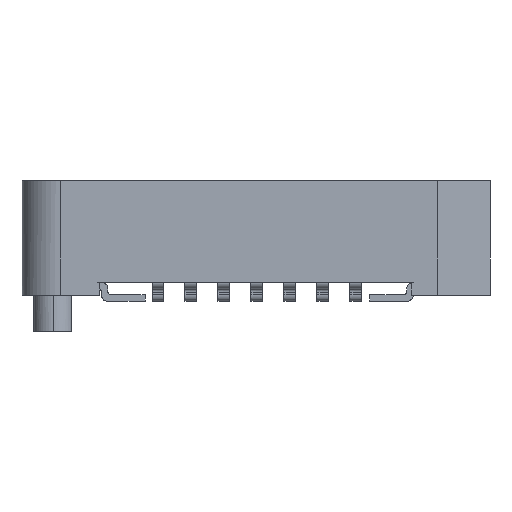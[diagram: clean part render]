
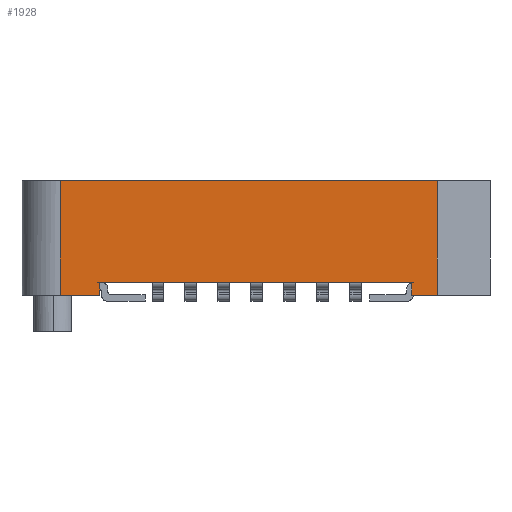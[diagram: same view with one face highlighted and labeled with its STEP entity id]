
A CAD part, front view. The second image highlights one B-rep face of the part: STEP entity #1928.
In plain terms, the highlighted planar face has unit normal (0, -1, 0).
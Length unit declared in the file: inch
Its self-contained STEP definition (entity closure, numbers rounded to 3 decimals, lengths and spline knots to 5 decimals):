
#876=PLANE('',#20763);
#1928=ADVANCED_FACE('',(#3295),#876,.T.);
#3295=FACE_OUTER_BOUND('',#4390,.T.);
#4390=EDGE_LOOP('',(#10949,#10950,#10951,#10952,#10953,#10954,#10955,#10956));
#10949=ORIENTED_EDGE('',*,*,#16426,.T.);
#10950=ORIENTED_EDGE('',*,*,#16427,.T.);
#10951=ORIENTED_EDGE('',*,*,#16410,.T.);
#10952=ORIENTED_EDGE('',*,*,#16414,.T.);
#10953=ORIENTED_EDGE('',*,*,#16416,.T.);
#10954=ORIENTED_EDGE('',*,*,#16418,.T.);
#10955=ORIENTED_EDGE('',*,*,#16421,.T.);
#10956=ORIENTED_EDGE('',*,*,#16422,.T.);
#13137=VERTEX_POINT('',#39162);
#13138=VERTEX_POINT('',#39167);
#13139=VERTEX_POINT('',#39181);
#13140=VERTEX_POINT('',#39191);
#13141=VERTEX_POINT('',#39201);
#13142=VERTEX_POINT('',#39215);
#13143=VERTEX_POINT('',#39225);
#13144=VERTEX_POINT('',#39239);
#16410=EDGE_CURVE('',#13138,#13137,#19693,.T.);
#16414=EDGE_CURVE('',#13137,#13139,#19697,.T.);
#16416=EDGE_CURVE('',#13139,#13140,#19699,.T.);
#16418=EDGE_CURVE('',#13140,#13141,#19701,.T.);
#16421=EDGE_CURVE('',#13141,#13142,#19704,.T.);
#16422=EDGE_CURVE('',#13142,#13143,#19705,.T.);
#16426=EDGE_CURVE('',#13143,#13144,#19709,.T.);
#16427=EDGE_CURVE('',#13144,#13138,#19710,.T.);
#19693=B_SPLINE_CURVE_WITH_KNOTS('',3,(#39163,#39164,#39165,#39166),.UNSPECIFIED.,
.F.,.F.,(4,4),(0.,1.),.UNSPECIFIED.);
#19697=B_SPLINE_CURVE_WITH_KNOTS('',3,(#39182,#39183,#39184,#39185),.UNSPECIFIED.,
.F.,.F.,(4,4),(0.,1.),.UNSPECIFIED.);
#19699=B_SPLINE_CURVE_WITH_KNOTS('',3,(#39192,#39193,#39194,#39195),.UNSPECIFIED.,
.F.,.F.,(4,4),(0.,1.),.UNSPECIFIED.);
#19701=B_SPLINE_CURVE_WITH_KNOTS('',3,(#39202,#39203,#39204,#39205),.UNSPECIFIED.,
.F.,.F.,(4,4),(0.,1.),.UNSPECIFIED.);
#19704=B_SPLINE_CURVE_WITH_KNOTS('',3,(#39216,#39217,#39218,#39219),.UNSPECIFIED.,
.F.,.F.,(4,4),(0.,1.),.UNSPECIFIED.);
#19705=B_SPLINE_CURVE_WITH_KNOTS('',3,(#39221,#39222,#39223,#39224),.UNSPECIFIED.,
.F.,.F.,(4,4),(0.,1.),.UNSPECIFIED.);
#19709=B_SPLINE_CURVE_WITH_KNOTS('',3,(#39240,#39241,#39242,#39243),.UNSPECIFIED.,
.F.,.F.,(4,4),(0.,1.),.UNSPECIFIED.);
#19710=B_SPLINE_CURVE_WITH_KNOTS('',3,(#39245,#39246,#39247,#39248),.UNSPECIFIED.,
.F.,.F.,(4,4),(0.,1.),.UNSPECIFIED.);
#20763=AXIS2_PLACEMENT_3D('',#39250,#22868,#22869);
#22868=DIRECTION('',(0.,-1.,0.));
#22869=DIRECTION('',(0.,0.,-1.));
#39162=CARTESIAN_POINT('',(0.59662,0.14,0.119));
#39163=CARTESIAN_POINT('',(0.12288,0.14,0.119));
#39164=CARTESIAN_POINT('',(0.28079,0.14,0.119));
#39165=CARTESIAN_POINT('',(0.43871,0.14,0.119));
#39166=CARTESIAN_POINT('',(0.59662,0.14,0.119));
#39167=CARTESIAN_POINT('',(0.12288,0.14,0.119));
#39181=CARTESIAN_POINT('',(0.59662,0.14,0.1));
#39182=CARTESIAN_POINT('',(0.59662,0.14,0.119));
#39183=CARTESIAN_POINT('',(0.59662,0.14,0.11267));
#39184=CARTESIAN_POINT('',(0.59662,0.14,0.10633));
#39185=CARTESIAN_POINT('',(0.59662,0.14,0.1));
#39191=CARTESIAN_POINT('',(0.635,0.14,0.1));
#39192=CARTESIAN_POINT('',(0.59662,0.14,0.1));
#39193=CARTESIAN_POINT('',(0.60942,0.14,0.1));
#39194=CARTESIAN_POINT('',(0.62221,0.14,0.1));
#39195=CARTESIAN_POINT('',(0.635,0.14,0.1));
#39201=CARTESIAN_POINT('',(0.635,0.14,0.274));
#39202=CARTESIAN_POINT('',(0.635,0.14,0.1));
#39203=CARTESIAN_POINT('',(0.635,0.14,0.158));
#39204=CARTESIAN_POINT('',(0.635,0.14,0.216));
#39205=CARTESIAN_POINT('',(0.635,0.14,0.274));
#39215=CARTESIAN_POINT('',(0.06322,0.14,0.274));
#39216=CARTESIAN_POINT('',(0.635,0.14,0.274));
#39217=CARTESIAN_POINT('',(0.44441,0.14,0.274));
#39218=CARTESIAN_POINT('',(0.25382,0.14,0.274));
#39219=CARTESIAN_POINT('',(0.06322,0.14,0.274));
#39221=CARTESIAN_POINT('',(0.06322,0.14,0.274));
#39222=CARTESIAN_POINT('',(0.06322,0.14,0.216));
#39223=CARTESIAN_POINT('',(0.06322,0.14,0.158));
#39224=CARTESIAN_POINT('',(0.06322,0.14,0.1));
#39225=CARTESIAN_POINT('',(0.06322,0.14,0.1));
#39239=CARTESIAN_POINT('',(0.12288,0.14,0.1));
#39240=CARTESIAN_POINT('',(0.06322,0.14,0.1));
#39241=CARTESIAN_POINT('',(0.08311,0.14,0.1));
#39242=CARTESIAN_POINT('',(0.10299,0.14,0.1));
#39243=CARTESIAN_POINT('',(0.12288,0.14,0.1));
#39245=CARTESIAN_POINT('',(0.12288,0.14,0.1));
#39246=CARTESIAN_POINT('',(0.12288,0.14,0.10633));
#39247=CARTESIAN_POINT('',(0.12288,0.14,0.11267));
#39248=CARTESIAN_POINT('',(0.12288,0.14,0.119));
#39250=CARTESIAN_POINT('',(-0.22267,0.14,0.361));
